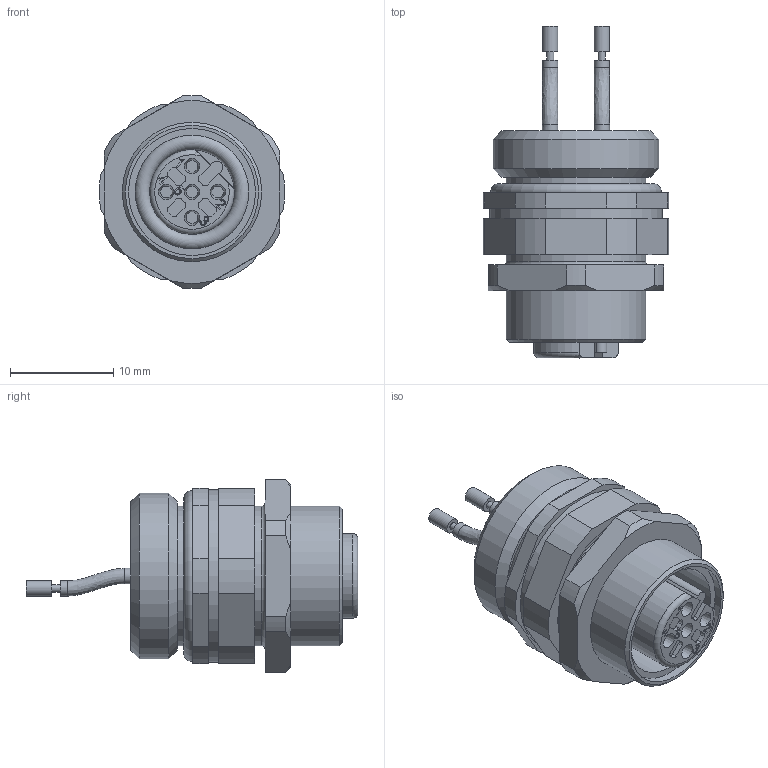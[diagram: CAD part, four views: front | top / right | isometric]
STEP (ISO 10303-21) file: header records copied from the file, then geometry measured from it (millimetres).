
FILE_DESCRIPTION(/* description */ (''),/* implementation_level */ '2;1');
FILE_NAME(/* name */ 'PB-FVM12KUB2.012-m_M16_S520.stp',/* time_stamp */ '2017-10-05T09:33:39+02:00',/* author */ (''),/* organization */ (''),/* preprocessor_version */ 'ST-DEVELOPER v16',/* originating_system */ 'SIEMENS PLM Software NX 10.0',/* authorisation */ '');
FILE_SCHEMA (('AUTOMOTIVE_DESIGN { 1 0 10303 214 3 1 1 1 }'));
Length unit declared in the file: millimetre
Products named in the file (1): c.ka1A902A16c0ot
Bounding box: 17.96 x 32.15 x 18.69 mm (x, y, z)
Volume: 3757.6 mm3; surface area: 3033.1 mm2
Topology: 3 solids, 3 shells, 219 faces, 546 edges, 361 vertices
Faces by surface type: plane 99, cylinder 63, extrusion 32, cone 18, torus 5, bspline 2
Full cylindrical faces by diameter (mm): 0.7 x2, 1.15 x5, 1.5 x6, 11 x1, 12.3 x1, 13.5 x3, 15.46 x2, 16 x1, 16.7 x1
Entity records: 6820 total; most frequent: CARTESIAN_POINT 1955, ORIENTED_EDGE 982, DIRECTION 891, EDGE_CURVE 491, VERTEX_POINT 348, AXIS2_PLACEMENT_3D 330, EDGE_LOOP 287, VECTOR 231
